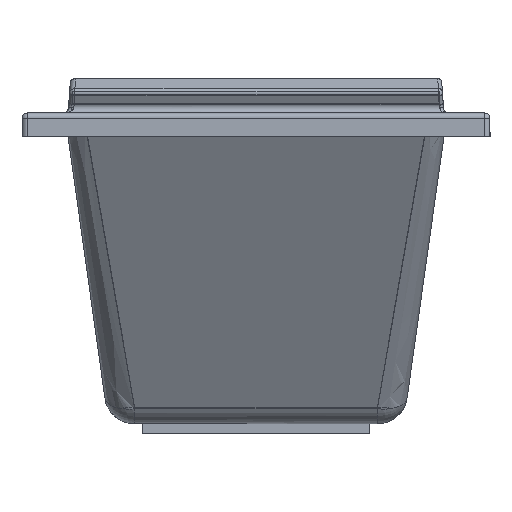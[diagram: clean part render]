
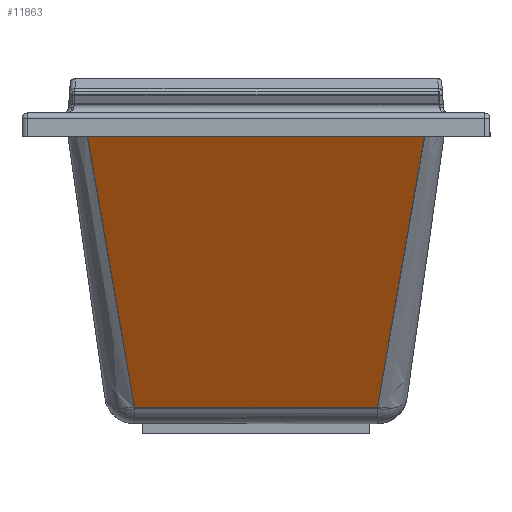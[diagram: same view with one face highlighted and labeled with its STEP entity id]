
A CAD part, left-side view. The second image highlights one B-rep face of the part: STEP entity #11863.
In plain terms, the highlighted planar face has unit normal (-0.866, 0, -0.5).
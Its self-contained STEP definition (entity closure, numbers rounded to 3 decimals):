
#11350=CARTESIAN_POINT('',(-530.296,181.585,-442.501));
#11351=VERTEX_POINT('',#11350);
#11446=CARTESIAN_POINT('',(-775.143,255.26,-18.413));
#11447=VERTEX_POINT('',#11446);
#11448=CARTESIAN_POINT('',(-530.296,181.585,-442.5));
#11449=CARTESIAN_POINT('',(-545.715,185.365,-415.793));
#11450=CARTESIAN_POINT('',(-561.103,189.314,-389.141));
#11451=CARTESIAN_POINT('',(-576.439,193.695,-362.578));
#11452=CARTESIAN_POINT('',(-580.432,194.836,-355.663));
#11453=CARTESIAN_POINT('',(-584.421,196.003,-348.753));
#11454=CARTESIAN_POINT('',(-588.407,197.195,-341.848));
#11455=CARTESIAN_POINT('',(-608.697,203.266,-306.705));
#11456=CARTESIAN_POINT('',(-628.911,210.062,-271.695));
#11457=CARTESIAN_POINT('',(-649.114,216.97,-236.701));
#11458=CARTESIAN_POINT('',(-651.999,217.957,-231.704));
#11459=CARTESIAN_POINT('',(-654.884,218.945,-226.707));
#11460=CARTESIAN_POINT('',(-657.769,219.932,-221.709));
#11461=CARTESIAN_POINT('',(-676.997,226.51,-188.406));
#11462=CARTESIAN_POINT('',(-696.236,233.022,-155.083));
#11463=CARTESIAN_POINT('',(-715.546,238.928,-121.638));
#11464=CARTESIAN_POINT('',(-721.504,240.751,-111.317));
#11465=CARTESIAN_POINT('',(-727.47,242.519,-100.985));
#11466=CARTESIAN_POINT('',(-733.442,244.228,-90.641));
#11467=CARTESIAN_POINT('',(-747.292,248.192,-66.652));
#11468=CARTESIAN_POINT('',(-761.214,251.82,-42.539));
#11469=CARTESIAN_POINT('',(-775.143,255.26,-18.413));
#11470=B_SPLINE_CURVE_WITH_KNOTS('',3,(#11448,#11449,#11450,#11451,#11452,#11453,#11454,#11455,#11456,#11457,#11458,#11459,#11460,#11461,#11462,#11463,#11464,#11465,#11466,#11467,#11468,#11469),.UNSPECIFIED.,.F.,.U.,(4,3,3,3,3,3,3,4),(250.688,411.691,453.607,666.945,697.41,900.439,963.093,1108.391),.UNSPECIFIED.);
#11471=EDGE_CURVE('',#11351,#11447,#11470,.T.);
#11723=CARTESIAN_POINT('',(-790.129,275.46,7.544));
#11724=VERTEX_POINT('',#11723);
#11725=CARTESIAN_POINT('',(-775.143,255.26,-18.413));
#11726=CARTESIAN_POINT('',(-777.673,255.881,-14.031));
#11727=CARTESIAN_POINT('',(-780.226,257.406,-9.609));
#11728=CARTESIAN_POINT('',(-782.581,259.954,-5.529));
#11729=CARTESIAN_POINT('',(-782.982,260.387,-4.835));
#11730=CARTESIAN_POINT('',(-783.377,260.85,-4.151));
#11731=CARTESIAN_POINT('',(-783.764,261.343,-3.48));
#11732=CARTESIAN_POINT('',(-784.51,262.292,-2.188));
#11733=CARTESIAN_POINT('',(-785.229,263.351,-0.942));
#11734=CARTESIAN_POINT('',(-785.909,264.519,0.235));
#11735=CARTESIAN_POINT('',(-786.444,265.437,1.161));
#11736=CARTESIAN_POINT('',(-786.954,266.422,2.044));
#11737=CARTESIAN_POINT('',(-787.433,267.47,2.874));
#11738=CARTESIAN_POINT('',(-788.521,269.853,4.759));
#11739=CARTESIAN_POINT('',(-789.445,272.565,6.359));
#11740=CARTESIAN_POINT('',(-790.129,275.46,7.544));
#11741=B_SPLINE_CURVE_WITH_KNOTS('',3,(#11725,#11726,#11727,#11728,#11729,#11730,#11731,#11732,#11733,#11734,#11735,#11736,#11737,#11738,#11739,#11740),.UNSPECIFIED.,.F.,.U.,(4,3,3,3,3,4),(550.22,569.596,572.894,579.242,584.23,595.567),.UNSPECIFIED.);
#11742=EDGE_CURVE('',#11447,#11724,#11741,.T.);
#11785=CARTESIAN_POINT('',(-784.33,0.,-2.5));
#11786=DIRECTION('',(-0.866,0.0,-0.5));
#11787=DIRECTION('',(-0.5,0.0,0.866));
#11788=AXIS2_PLACEMENT_3D('',#11785,#11786,#11787);
#11789=PLANE('',#11788);
#11790=CARTESIAN_POINT('',(-775.143,-255.26,-18.413));
#11791=VERTEX_POINT('',#11790);
#11792=CARTESIAN_POINT('',(-530.295,-181.588,-442.502));
#11793=VERTEX_POINT('',#11792);
#11794=CARTESIAN_POINT('',(-775.143,-255.26,-18.413));
#11795=CARTESIAN_POINT('',(-761.264,-251.833,-42.452));
#11796=CARTESIAN_POINT('',(-747.39,-248.217,-66.482));
#11797=CARTESIAN_POINT('',(-733.591,-244.271,-90.383));
#11798=CARTESIAN_POINT('',(-714.344,-238.766,-123.72));
#11799=CARTESIAN_POINT('',(-695.171,-232.6,-156.929));
#11800=CARTESIAN_POINT('',(-676.037,-226.148,-190.07));
#11801=CARTESIAN_POINT('',(-654.814,-218.991,-226.829));
#11802=CARTESIAN_POINT('',(-633.588,-211.525,-263.593));
#11803=CARTESIAN_POINT('',(-612.341,-204.657,-300.394));
#11804=CARTESIAN_POINT('',(-596.564,-199.557,-327.721));
#11805=CARTESIAN_POINT('',(-580.755,-194.798,-355.103));
#11806=CARTESIAN_POINT('',(-564.897,-190.473,-382.569));
#11807=CARTESIAN_POINT('',(-553.389,-187.335,-402.502));
#11808=CARTESIAN_POINT('',(-541.853,-184.419,-422.482));
#11809=CARTESIAN_POINT('',(-530.296,-181.585,-442.5));
#11810=B_SPLINE_CURVE_WITH_KNOTS('',3,(#11794,#11795,#11796,#11797,#11798,#11799,#11800,#11801,#11802,#11803,#11804,#11805,#11806,#11807,#11808,#11809),.UNSPECIFIED.,.F.,.U.,(4,3,3,3,3,4),(1409.558,1554.321,1756.233,1980.191,2146.49,2267.173),.UNSPECIFIED.);
#11811=EDGE_CURVE('',#11791,#11793,#11810,.T.);
#11812=ORIENTED_EDGE('',*,*,#11811,.F.);
#11813=CARTESIAN_POINT('',(-790.129,-275.46,7.544));
#11814=VERTEX_POINT('',#11813);
#11815=CARTESIAN_POINT('',(-790.129,-275.46,7.544));
#11816=CARTESIAN_POINT('',(-789.884,-274.422,7.119));
#11817=CARTESIAN_POINT('',(-789.608,-273.406,6.641));
#11818=CARTESIAN_POINT('',(-789.304,-272.42,6.115));
#11819=CARTESIAN_POINT('',(-788.615,-270.183,4.922));
#11820=CARTESIAN_POINT('',(-787.783,-268.109,3.481));
#11821=CARTESIAN_POINT('',(-786.853,-266.262,1.87));
#11822=CARTESIAN_POINT('',(-785.126,-262.83,-1.122));
#11823=CARTESIAN_POINT('',(-783.072,-260.189,-4.68));
#11824=CARTESIAN_POINT('',(-780.915,-258.346,-8.415));
#11825=CARTESIAN_POINT('',(-779.043,-256.747,-11.657));
#11826=CARTESIAN_POINT('',(-777.087,-255.737,-15.045));
#11827=CARTESIAN_POINT('',(-775.143,-255.26,-18.413));
#11828=B_SPLINE_CURVE_WITH_KNOTS('',3,(#11815,#11816,#11817,#11818,#11819,#11820,#11821,#11822,#11823,#11824,#11825,#11826,#11827),.UNSPECIFIED.,.F.,.U.,(4,3,3,3,4),(1865.879,1869.947,1879.178,1896.332,1911.222),.UNSPECIFIED.);
#11829=EDGE_CURVE('',#11814,#11791,#11828,.T.);
#11830=ORIENTED_EDGE('',*,*,#11829,.F.);
#11831=CARTESIAN_POINT('',(-812.084,-272.801,45.572));
#11832=VERTEX_POINT('',#11831);
#11833=CARTESIAN_POINT('',(-812.084,-272.801,45.572));
#11834=DIRECTION('',(0.499,-0.06,-0.864));
#11835=VECTOR('',#11834,43.992);
#11836=LINE('',#11833,#11835);
#11837=EDGE_CURVE('',#11832,#11814,#11836,.T.);
#11838=ORIENTED_EDGE('',*,*,#11837,.F.);
#11839=CARTESIAN_POINT('',(-812.084,272.801,45.572));
#11840=VERTEX_POINT('',#11839);
#11841=CARTESIAN_POINT('',(-812.084,272.801,45.572));
#11842=DIRECTION('',(0.0,-1.0,0.0));
#11843=VECTOR('',#11842,545.602);
#11844=LINE('',#11841,#11843);
#11845=EDGE_CURVE('',#11832,#11840,#11844,.F.);
#11846=ORIENTED_EDGE('',*,*,#11845,.T.);
#11847=CARTESIAN_POINT('',(-812.084,272.801,45.572));
#11848=DIRECTION('',(0.499,0.06,-0.864));
#11849=VECTOR('',#11848,43.992);
#11850=LINE('',#11847,#11849);
#11851=EDGE_CURVE('',#11840,#11724,#11850,.T.);
#11852=ORIENTED_EDGE('',*,*,#11851,.T.);
#11853=ORIENTED_EDGE('',*,*,#11742,.F.);
#11854=ORIENTED_EDGE('',*,*,#11471,.F.);
#11855=CARTESIAN_POINT('',(-530.296,181.586,-442.5));
#11856=DIRECTION('',(0.0,-1.0,0.0));
#11857=VECTOR('',#11856,363.172);
#11858=LINE('',#11855,#11857);
#11859=EDGE_CURVE('',#11793,#11351,#11858,.F.);
#11860=ORIENTED_EDGE('',*,*,#11859,.F.);
#11861=EDGE_LOOP('',(#11812,#11830,#11838,#11846,#11852,#11853,#11854,#11860));
#11862=FACE_OUTER_BOUND('',#11861,.T.);
#11863=ADVANCED_FACE('',(#11862),#11789,.T.);
